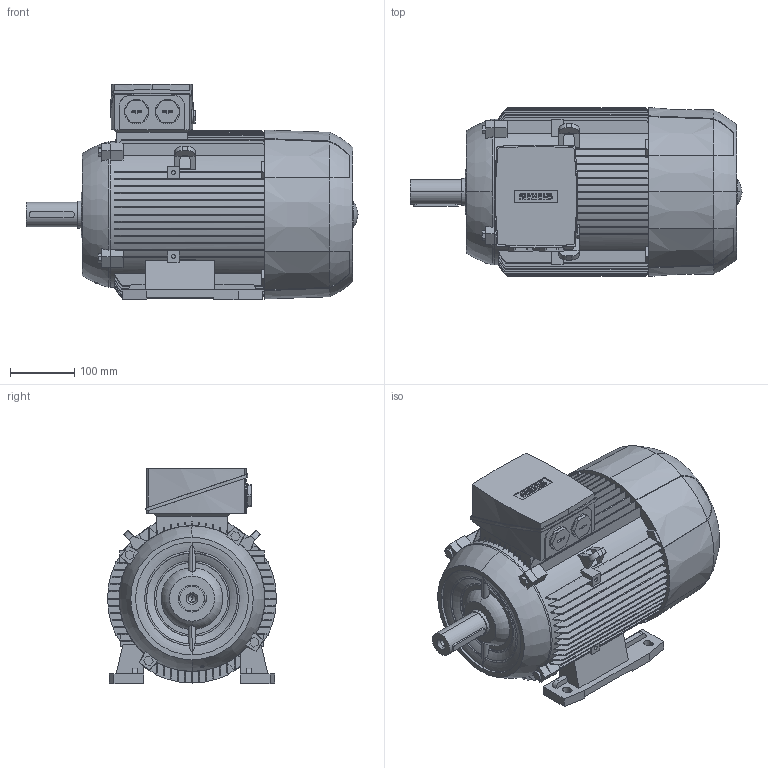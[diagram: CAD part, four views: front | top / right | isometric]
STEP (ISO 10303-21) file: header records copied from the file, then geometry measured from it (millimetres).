
FILE_DESCRIPTION(('STEP AP214'),'1');
FILE_NAME('cctmp_0DAB6EE1-E99A-4170-A783-78ABCC397F76_2023_06_27_10_59_13_0738..stp','2023-06-27T08:59:14',('SIEMENS A&D'),('CADClick - www.CADClick.com'),'Spatial InterOp 3D',' ','unknown authorization');
FILE_SCHEMA(('AUTOMOTIVE_DESIGN'));
Length unit declared in the file: millimetre
Products named in the file (1): 2023_06_27_10_59_13_0722
Bounding box: 515 x 262 x 334 mm (x, y, z)
Volume: 20524484.2 mm3; surface area: 925342.1 mm2
Topology: 1 solids, 1 shells, 934 faces, 2666 edges, 1765 vertices
Faces by surface type: plane 547, cylinder 231, torus 136, cone 20
Entity records: 45024 total; most frequent: CARTESIAN_POINT 13549, ORIENTED_EDGE 5324, DIRECTION 4635, EDGE_CURVE 2662, VERTEX_POINT 1765, LINE 1583, VECTOR 1583, AXIS2_PLACEMENT_3D 1526
